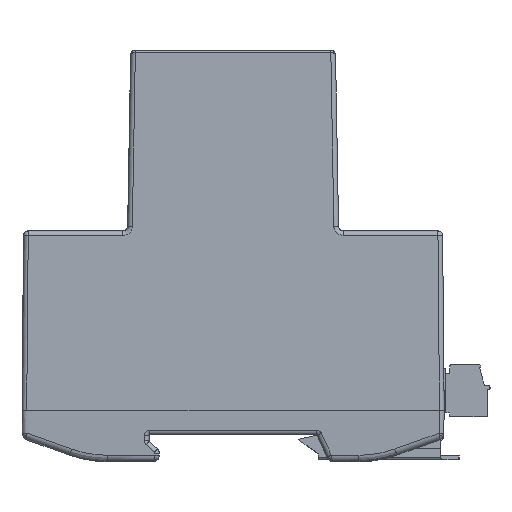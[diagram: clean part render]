
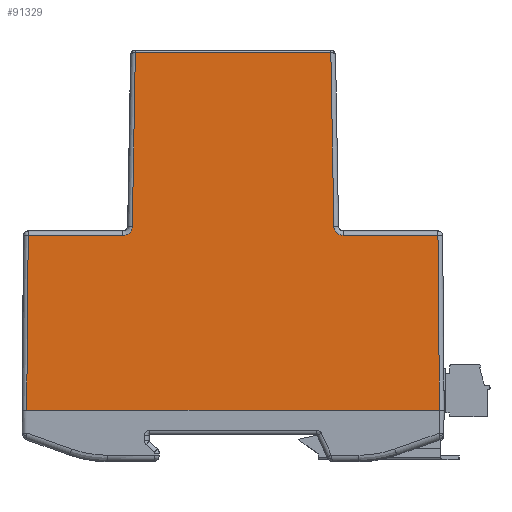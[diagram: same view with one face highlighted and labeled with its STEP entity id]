
A CAD part, front view. The second image highlights one B-rep face of the part: STEP entity #91329.
In plain terms, the highlighted planar face has unit normal (0, -1, 0.014).
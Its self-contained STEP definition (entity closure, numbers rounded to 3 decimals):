
#621=ELLIPSE($,#97677,0.2,0.2);
#629=ELLIPSE($,#97732,0.2,0.2);
#14168=FACE_OUTER_BOUND($,#19345,.T.);
#19345=EDGE_LOOP($,(#72750,#72751,#72752,#72753,#72754,#72755,#72756,#72757,
#72758,#72759));
#24855=LINE($,#133529,#33344);
#26662=LINE($,#151998,#35151);
#26663=LINE($,#152005,#35152);
#26664=LINE($,#152008,#35153);
#26730=LINE($,#152274,#35219);
#26731=LINE($,#152277,#35220);
#26732=LINE($,#152279,#35221);
#26733=LINE($,#152281,#35222);
#33344=VECTOR($,#109109,8.8);
#35151=VECTOR($,#113478,3.722);
#35152=VECTOR($,#113487,2.019);
#35153=VECTOR($,#113490,2.019);
#35219=VECTOR($,#113668,3.704);
#35220=VECTOR($,#113671,4.167);
#35221=VECTOR($,#113672,3.704);
#35222=VECTOR($,#113675,3.722);
#41756=VERTEX_POINT($,#133526);
#41757=VERTEX_POINT($,#133528);
#43244=VERTEX_POINT($,#151997);
#43245=VERTEX_POINT($,#152001);
#43246=VERTEX_POINT($,#152003);
#43247=VERTEX_POINT($,#152007);
#43248=VERTEX_POINT($,#152065);
#43327=VERTEX_POINT($,#152272);
#43328=VERTEX_POINT($,#152276);
#43329=VERTEX_POINT($,#152278);
#51174=EDGE_CURVE($,#41756,#41757,#24855,.F.);
#53781=EDGE_CURVE($,#41756,#43244,#26662,.T.);
#53785=EDGE_CURVE($,#43245,#43246,#26663,.T.);
#53786=EDGE_CURVE($,#43244,#43247,#26664,.T.);
#53789=EDGE_CURVE($,#43247,#43248,#621,.T.);
#53888=EDGE_CURVE($,#43248,#43327,#26730,.T.);
#53889=EDGE_CURVE($,#43328,#43327,#26731,.T.);
#53890=EDGE_CURVE($,#43328,#43329,#26732,.T.);
#53891=EDGE_CURVE($,#43329,#43245,#629,.T.);
#53892=EDGE_CURVE($,#43246,#41757,#26733,.T.);
#72750=ORIENTED_EDGE($,*,*,#53888,.T.);
#72751=ORIENTED_EDGE($,*,*,#53889,.F.);
#72752=ORIENTED_EDGE($,*,*,#53890,.T.);
#72753=ORIENTED_EDGE($,*,*,#53891,.T.);
#72754=ORIENTED_EDGE($,*,*,#53785,.T.);
#72755=ORIENTED_EDGE($,*,*,#53892,.T.);
#72756=ORIENTED_EDGE($,*,*,#51174,.F.);
#72757=ORIENTED_EDGE($,*,*,#53781,.T.);
#72758=ORIENTED_EDGE($,*,*,#53786,.T.);
#72759=ORIENTED_EDGE($,*,*,#53789,.T.);
#87156=PLANE($,#97731);
#91329=ADVANCED_FACE($,(#14168),#87156,.F.);
#97677=AXIS2_PLACEMENT_3D($,#152066,#113495,#113496);
#97731=AXIS2_PLACEMENT_3D($,#152275,#113669,#113670);
#97732=AXIS2_PLACEMENT_3D($,#152280,#113673,#113674);
#109109=DIRECTION($,(1.,0.,0.));
#113478=DIRECTION($,(-0.009,0.014,1.));
#113487=DIRECTION($,(-1.,0.,0.));
#113490=DIRECTION($,(-1.,0.,0.));
#113495=DIRECTION('center_axis',(0.,1.,
-0.014));
#113496=DIRECTION('ref_axis',(0.,0.014,
1.));
#113668=DIRECTION($,(-0.017,0.014,1.));
#113669=DIRECTION('center_axis',(0.,1.,
-0.014));
#113670=DIRECTION('ref_axis',(-1.,0.,0.));
#113671=DIRECTION($,(1.,0.,0.));
#113672=DIRECTION($,(-0.017,-0.014,-1.));
#113673=DIRECTION('center_axis',(0.,1.,
-0.014));
#113674=DIRECTION('ref_axis',(0.,-0.014,
-1.));
#113675=DIRECTION($,(-0.009,-0.014,-1.));
#133526=CARTESIAN_POINT('',(3.841,-7.661,0.455));
#133528=CARTESIAN_POINT('',(-4.959,-7.661,0.455));
#133529=CARTESIAN_POINT($,(-0.559,-7.661,0.455));
#151997=CARTESIAN_POINT('',(3.809,-7.609,4.176));
#151998=CARTESIAN_POINT($,(3.808,-7.608,4.274));
#152001=CARTESIAN_POINT('',(-2.907,-7.609,4.176));
#152003=CARTESIAN_POINT('',(-4.926,-7.609,4.176));
#152005=CARTESIAN_POINT($,(-4.925,-7.609,4.176));
#152007=CARTESIAN_POINT('',(1.79,-7.609,4.176));
#152008=CARTESIAN_POINT($,(1.79,-7.609,4.176));
#152065=CARTESIAN_POINT('',(1.59,-7.606,4.373));
#152066=CARTESIAN_POINT('Origin',(1.79,-7.606,4.376));
#152272=CARTESIAN_POINT('',(1.525,-7.555,8.076));
#152274=CARTESIAN_POINT($,(1.526,-7.555,8.025));
#152275=CARTESIAN_POINT('Origin',(3.941,-7.661,0.455));
#152276=CARTESIAN_POINT('',(-2.642,-7.555,8.076));
#152277=CARTESIAN_POINT($,(3.941,-7.555,8.076));
#152278=CARTESIAN_POINT('',(-2.707,-7.606,4.373));
#152279=CARTESIAN_POINT($,(-2.707,-7.606,4.372));
#152280=CARTESIAN_POINT('Origin',(-2.907,-7.606,4.376));
#152281=CARTESIAN_POINT($,(-4.959,-7.661,0.454));
